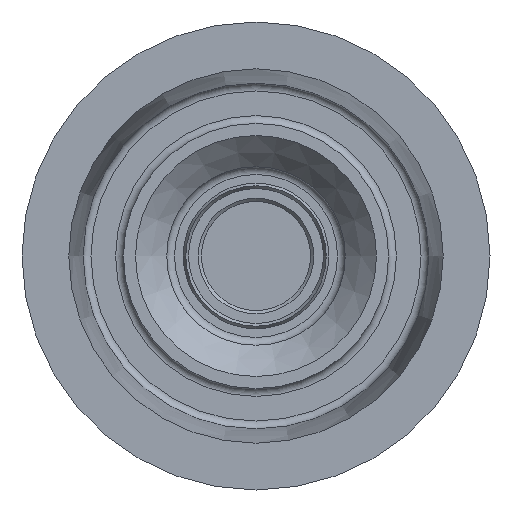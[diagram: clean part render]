
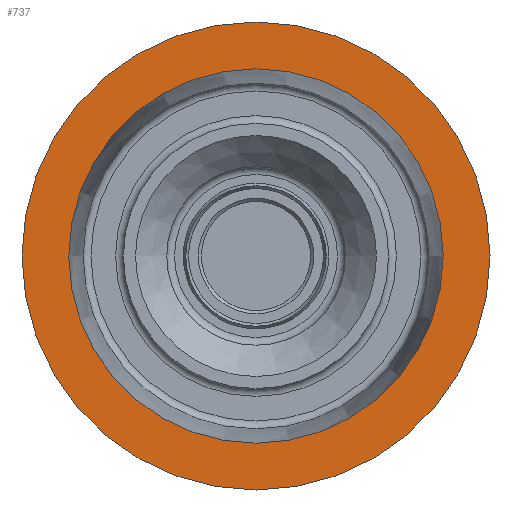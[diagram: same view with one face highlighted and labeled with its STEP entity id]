
A CAD part, left-side view. The second image highlights one B-rep face of the part: STEP entity #737.
In plain terms, the highlighted planar face has unit normal (-1, 0, 0).
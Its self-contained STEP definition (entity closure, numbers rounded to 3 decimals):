
#367=CARTESIAN_POINT('',(-13.,12.,0.0));
#368=VERTEX_POINT('',#367);
#369=CARTESIAN_POINT('',(-13.,0.0,0.0));
#370=DIRECTION('',(1.0,0.0,0.0));
#371=DIRECTION('',(0.0,1.0,0.0));
#372=AXIS2_PLACEMENT_3D('',#369,#370,#371);
#373=CIRCLE('',#372,12.);
#374=EDGE_CURVE('',#368,#368,#373,.T.);
#718=CARTESIAN_POINT('',(-13.,13.5,0.0));
#719=DIRECTION('',(-1.0,0.0,0.0));
#720=DIRECTION('',(0.0,0.0,1.0));
#721=AXIS2_PLACEMENT_3D('',#718,#719,#720);
#722=PLANE('',#721);
#723=CARTESIAN_POINT('',(-13.,15.0,0.0));
#724=VERTEX_POINT('',#723);
#725=CARTESIAN_POINT('',(-13.,0.0,0.0));
#726=DIRECTION('',(1.0,0.0,0.0));
#727=DIRECTION('',(0.0,1.0,0.0));
#728=AXIS2_PLACEMENT_3D('',#725,#726,#727);
#729=CIRCLE('',#728,15.0);
#730=EDGE_CURVE('',#724,#724,#729,.T.);
#731=ORIENTED_EDGE('',*,*,#730,.F.);
#732=EDGE_LOOP('',(#731));
#733=FACE_OUTER_BOUND('',#732,.T.);
#734=ORIENTED_EDGE('',*,*,#374,.T.);
#735=EDGE_LOOP('',(#734));
#736=FACE_BOUND('',#735,.T.);
#737=ADVANCED_FACE('',(#733,#736),#722,.T.);
